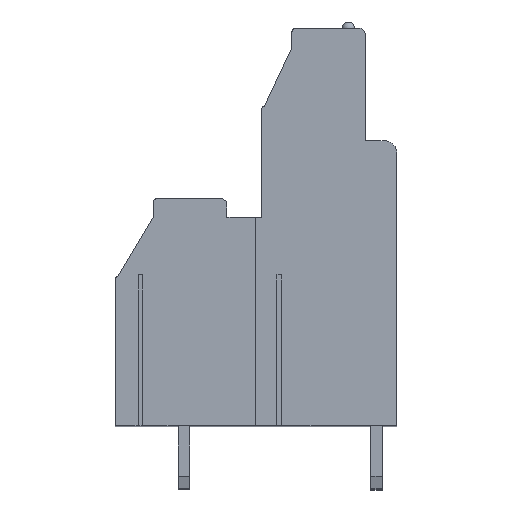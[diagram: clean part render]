
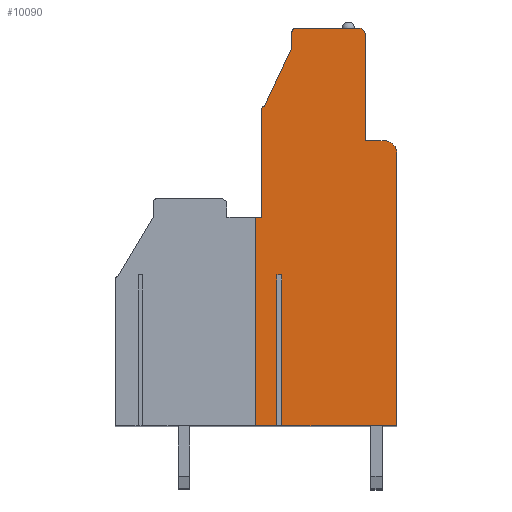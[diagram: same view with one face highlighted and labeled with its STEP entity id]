
A CAD part, top view. The second image highlights one B-rep face of the part: STEP entity #10090.
In plain terms, the highlighted planar face has unit normal (0, 0, 1).
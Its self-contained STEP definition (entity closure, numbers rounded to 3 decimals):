
#13=DIRECTION('',(0.,-1.,0.));
#14=VECTOR('',#13,8.6);
#15=CARTESIAN_POINT('',(-5.15,8.6,48.26));
#16=LINE('',#15,#14);
#17=CARTESIAN_POINT('',(-4.95,8.6,48.26));
#18=DIRECTION('',(0.,0.,1.));
#19=DIRECTION('',(0.,1.,0.));
#20=AXIS2_PLACEMENT_3D('',#17,#18,#19);
#22=DIRECTION('',(-0.424,-0.906,0.));
#23=VECTOR('',#22,5.189);
#24=CARTESIAN_POINT('',(-2.75,13.5,48.26));
#25=LINE('',#24,#23);
#26=DIRECTION('',(0.,-1.,0.));
#27=VECTOR('',#26,1.2);
#28=CARTESIAN_POINT('',(-2.75,14.7,48.26));
#29=LINE('',#28,#27);
#30=CARTESIAN_POINT('',(-2.45,14.7,48.26));
#31=DIRECTION('',(0.,0.,1.));
#32=DIRECTION('',(0.,1.,0.));
#33=AXIS2_PLACEMENT_3D('',#30,#31,#32);
#35=DIRECTION('',(-1.,0.,0.));
#36=VECTOR('',#35,5.);
#37=CARTESIAN_POINT('',(2.55,15.,48.26));
#38=LINE('',#37,#36);
#39=CARTESIAN_POINT('',(2.55,14.5,48.26));
#40=DIRECTION('',(0.,0.,1.));
#41=DIRECTION('',(1.,0.,0.));
#42=AXIS2_PLACEMENT_3D('',#39,#40,#41);
#44=DIRECTION('',(0.,1.,0.));
#45=VECTOR('',#44,8.4);
#46=CARTESIAN_POINT('',(3.05,6.1,48.26));
#47=LINE('',#46,#45);
#48=DIRECTION('',(-1.,0.,0.));
#49=VECTOR('',#48,1.5);
#50=CARTESIAN_POINT('',(4.55,6.1,48.26));
#51=LINE('',#50,#49);
#52=CARTESIAN_POINT('',(4.55,5.1,48.26));
#53=DIRECTION('',(0.,0.,1.));
#54=DIRECTION('',(1.,0.,0.));
#55=AXIS2_PLACEMENT_3D('',#52,#53,#54);
#57=DIRECTION('',(0.,1.,0.));
#58=VECTOR('',#57,21.6);
#59=CARTESIAN_POINT('',(5.55,-16.5,48.26));
#60=LINE('',#59,#58);
#61=DIRECTION('',(0.,1.,0.));
#62=VECTOR('',#61,11.95);
#63=CARTESIAN_POINT('',(-3.56,-16.5,48.26));
#64=LINE('',#63,#62);
#65=DIRECTION('',(-1.,0.,0.));
#66=VECTOR('',#65,0.38);
#67=CARTESIAN_POINT('',(-3.56,-4.55,48.26));
#68=LINE('',#67,#66);
#69=DIRECTION('',(0.,1.,0.));
#70=VECTOR('',#69,11.95);
#71=CARTESIAN_POINT('',(-3.94,-16.5,48.26));
#72=LINE('',#71,#70);
#77=DIRECTION('',(0.,-1.,0.));
#78=VECTOR('',#77,16.5);
#79=CARTESIAN_POINT('',(-5.65,0.,48.26));
#80=LINE('',#79,#78);
#174=DIRECTION('',(1.,0.,0.));
#175=VECTOR('',#174,1.71);
#176=CARTESIAN_POINT('',(-5.65,-16.5,48.26));
#177=LINE('',#176,#175);
#200=DIRECTION('',(1.,0.,0.));
#201=VECTOR('',#200,9.11);
#202=CARTESIAN_POINT('',(-3.56,-16.5,48.26));
#203=LINE('',#202,#201);
#940=DIRECTION('',(-1.,0.,0.));
#941=VECTOR('',#940,0.5);
#942=CARTESIAN_POINT('',(-5.15,0.,48.26));
#943=LINE('',#942,#941);
#7751=CARTESIAN_POINT('',(5.55,-16.5,48.26));
#7752=CARTESIAN_POINT('',(5.55,5.1,48.26));
#7753=VERTEX_POINT('',#7751);
#7754=VERTEX_POINT('',#7752);
#7755=CARTESIAN_POINT('',(4.55,6.1,48.26));
#7756=VERTEX_POINT('',#7755);
#7757=CARTESIAN_POINT('',(3.05,6.1,48.26));
#7758=VERTEX_POINT('',#7757);
#7759=CARTESIAN_POINT('',(3.05,14.5,48.26));
#7760=VERTEX_POINT('',#7759);
#7761=CARTESIAN_POINT('',(2.55,15.,48.26));
#7762=VERTEX_POINT('',#7761);
#7763=CARTESIAN_POINT('',(-2.45,15.,48.26));
#7764=VERTEX_POINT('',#7763);
#7765=CARTESIAN_POINT('',(-2.75,14.7,48.26));
#7766=VERTEX_POINT('',#7765);
#7767=CARTESIAN_POINT('',(-2.75,13.5,48.26));
#7768=VERTEX_POINT('',#7767);
#7769=CARTESIAN_POINT('',(-4.95,8.8,48.26));
#7770=VERTEX_POINT('',#7769);
#7771=CARTESIAN_POINT('',(-5.15,8.6,48.26));
#7772=VERTEX_POINT('',#7771);
#7773=CARTESIAN_POINT('',(-5.15,0.,48.26));
#7774=VERTEX_POINT('',#7773);
#7819=CARTESIAN_POINT('',(-3.56,-4.55,48.26));
#7820=CARTESIAN_POINT('',(-3.94,-4.55,48.26));
#7821=VERTEX_POINT('',#7819);
#7822=VERTEX_POINT('',#7820);
#7823=CARTESIAN_POINT('',(-3.94,-16.5,48.26));
#7824=VERTEX_POINT('',#7823);
#7825=CARTESIAN_POINT('',(-3.56,-16.5,48.26));
#7826=VERTEX_POINT('',#7825);
#7993=CARTESIAN_POINT('',(-5.65,-16.5,48.26));
#7995=VERTEX_POINT('',#7993);
#7997=CARTESIAN_POINT('',(-5.65,0.,48.26));
#7998=VERTEX_POINT('',#7997);
#10047=CARTESIAN_POINT('',(0.,0.,48.26));
#10048=DIRECTION('',(0.,0.,1.));
#10049=DIRECTION('',(1.,0.,0.));
#10050=AXIS2_PLACEMENT_3D('',#10047,#10048,#10049);
#10051=PLANE('',#10050);
#10053=ORIENTED_EDGE('',*,*,#10052,.F.);
#10055=ORIENTED_EDGE('',*,*,#10054,.F.);
#10057=ORIENTED_EDGE('',*,*,#10056,.F.);
#10059=ORIENTED_EDGE('',*,*,#10058,.F.);
#10061=ORIENTED_EDGE('',*,*,#10060,.F.);
#10063=ORIENTED_EDGE('',*,*,#10062,.F.);
#10065=ORIENTED_EDGE('',*,*,#10064,.F.);
#10067=ORIENTED_EDGE('',*,*,#10066,.F.);
#10069=ORIENTED_EDGE('',*,*,#10068,.F.);
#10071=ORIENTED_EDGE('',*,*,#10070,.F.);
#10073=ORIENTED_EDGE('',*,*,#10072,.F.);
#10075=ORIENTED_EDGE('',*,*,#10074,.F.);
#10077=ORIENTED_EDGE('',*,*,#10076,.F.);
#10079=ORIENTED_EDGE('',*,*,#10078,.F.);
#10081=ORIENTED_EDGE('',*,*,#10080,.T.);
#10083=ORIENTED_EDGE('',*,*,#10082,.T.);
#10085=ORIENTED_EDGE('',*,*,#10084,.F.);
#10087=ORIENTED_EDGE('',*,*,#10086,.F.);
#10088=EDGE_LOOP('',(#10053,#10055,#10057,#10059,#10061,#10063,#10065,#10067,
#10069,#10071,#10073,#10075,#10077,#10079,#10081,#10083,#10085,#10087));
#10089=FACE_OUTER_BOUND('',#10088,.F.);
#21=CIRCLE('',#20,0.2);
#34=CIRCLE('',#33,0.3);
#43=CIRCLE('',#42,0.5);
#56=CIRCLE('',#55,1.);
#10052=EDGE_CURVE('',#7998,#7995,#80,.T.);
#10054=EDGE_CURVE('',#7774,#7998,#943,.T.);
#10056=EDGE_CURVE('',#7772,#7774,#16,.T.);
#10058=EDGE_CURVE('',#7770,#7772,#21,.T.);
#10060=EDGE_CURVE('',#7768,#7770,#25,.T.);
#10062=EDGE_CURVE('',#7766,#7768,#29,.T.);
#10064=EDGE_CURVE('',#7764,#7766,#34,.T.);
#10066=EDGE_CURVE('',#7762,#7764,#38,.T.);
#10068=EDGE_CURVE('',#7760,#7762,#43,.T.);
#10070=EDGE_CURVE('',#7758,#7760,#47,.T.);
#10072=EDGE_CURVE('',#7756,#7758,#51,.T.);
#10074=EDGE_CURVE('',#7754,#7756,#56,.T.);
#10076=EDGE_CURVE('',#7753,#7754,#60,.T.);
#10078=EDGE_CURVE('',#7826,#7753,#203,.T.);
#10080=EDGE_CURVE('',#7826,#7821,#64,.T.);
#10082=EDGE_CURVE('',#7821,#7822,#68,.T.);
#10084=EDGE_CURVE('',#7824,#7822,#72,.T.);
#10086=EDGE_CURVE('',#7995,#7824,#177,.T.);
#10090=ADVANCED_FACE('',(#10089),#10051,.T.);
